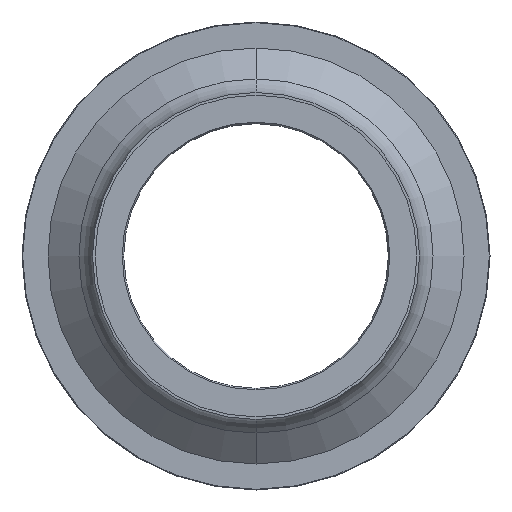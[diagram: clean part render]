
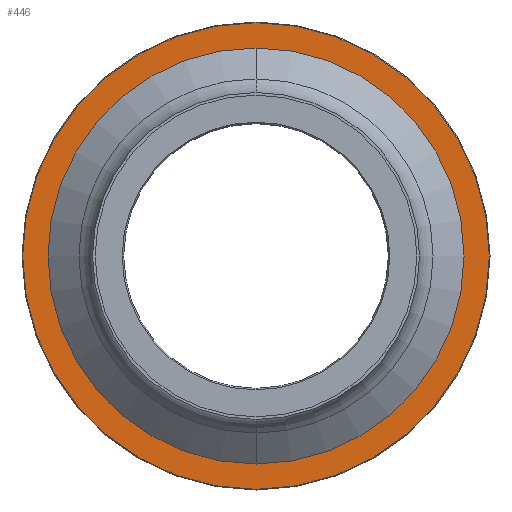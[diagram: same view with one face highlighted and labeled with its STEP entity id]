
A CAD part, front view. The second image highlights one B-rep face of the part: STEP entity #446.
In plain terms, the highlighted planar face has unit normal (0, -1, 0).
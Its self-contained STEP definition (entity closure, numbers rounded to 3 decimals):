
#3 = DIRECTION ( 'NONE',  ( 0., 0., 1. ) ) ;
#30 = VERTEX_POINT ( 'NONE', #894 ) ;
#109 = AXIS2_PLACEMENT_3D ( 'NONE', #407, #947, #969 ) ;
#118 = VERTEX_POINT ( 'NONE', #438 ) ;
#156 = CARTESIAN_POINT ( 'NONE',  ( 0., 80., 179.5 ) ) ;
#197 = CIRCLE ( 'NONE', #930, 160. ) ;
#198 = FACE_OUTER_BOUND ( 'NONE', #842, .T. ) ;
#239 = PLANE ( 'NONE',  #402 ) ;
#253 = VERTEX_POINT ( 'NONE', #914 ) ;
#293 = CARTESIAN_POINT ( 'NONE',  ( -180., 80., 0. ) ) ;
#295 = FACE_BOUND ( 'NONE', #423, .T. ) ;
#325 = CARTESIAN_POINT ( 'NONE',  ( 0., 80., 0. ) ) ;
#340 = ORIENTED_EDGE ( 'NONE', *, *, #377, .T. ) ;
#355 = EDGE_CURVE ( 'NONE', #628, #30, #901, .T. ) ;
#373 = DIRECTION ( 'NONE',  ( 0., 0., -1. ) ) ;
#377 = EDGE_CURVE ( 'NONE', #30, #628, #709, .T. ) ;
#402 = AXIS2_PLACEMENT_3D ( 'NONE', #293, #804, #3 ) ;
#407 = CARTESIAN_POINT ( 'NONE',  ( 0., 80., 0. ) ) ;
#423 = EDGE_LOOP ( 'NONE', ( #668, #596 ) ) ;
#438 = CARTESIAN_POINT ( 'NONE',  ( 0., 80., -160. ) ) ;
#446 = ADVANCED_FACE ( 'NONE', ( #198, #295 ), #239, .F. ) ;
#596 = ORIENTED_EDGE ( 'NONE', *, *, #984, .F. ) ;
#619 = DIRECTION ( 'NONE',  ( 0., -1., 0. ) ) ;
#620 = CARTESIAN_POINT ( 'NONE',  ( 0., 80., 0. ) ) ;
#628 = VERTEX_POINT ( 'NONE', #156 ) ;
#640 = EDGE_CURVE ( 'NONE', #253, #118, #780, .T. ) ;
#668 = ORIENTED_EDGE ( 'NONE', *, *, #640, .F. ) ;
#709 = CIRCLE ( 'NONE', #109, 179.5 ) ;
#757 = AXIS2_PLACEMENT_3D ( 'NONE', #849, #619, #373 ) ;
#771 = DIRECTION ( 'NONE',  ( 0., -1., 0. ) ) ;
#780 = CIRCLE ( 'NONE', #757, 160. ) ;
#802 = ORIENTED_EDGE ( 'NONE', *, *, #355, .T. ) ;
#804 = DIRECTION ( 'NONE',  ( 0., 1., 0. ) ) ;
#842 = EDGE_LOOP ( 'NONE', ( #802, #340 ) ) ;
#847 = DIRECTION ( 'NONE',  ( 0., 0., 1. ) ) ;
#849 = CARTESIAN_POINT ( 'NONE',  ( 0., 80., 0. ) ) ;
#874 = DIRECTION ( 'NONE',  ( 0., 0., -1. ) ) ;
#894 = CARTESIAN_POINT ( 'NONE',  ( 0., 80., -179.5 ) ) ;
#901 = CIRCLE ( 'NONE', #957, 179.5 ) ;
#914 = CARTESIAN_POINT ( 'NONE',  ( 0., 80., 160. ) ) ;
#930 = AXIS2_PLACEMENT_3D ( 'NONE', #325, #960, #874 ) ;
#947 = DIRECTION ( 'NONE',  ( 0., -1., 0. ) ) ;
#957 = AXIS2_PLACEMENT_3D ( 'NONE', #620, #771, #847 ) ;
#960 = DIRECTION ( 'NONE',  ( 0., -1., 0. ) ) ;
#969 = DIRECTION ( 'NONE',  ( 0., 0., 1. ) ) ;
#984 = EDGE_CURVE ( 'NONE', #118, #253, #197, .T. ) ;
